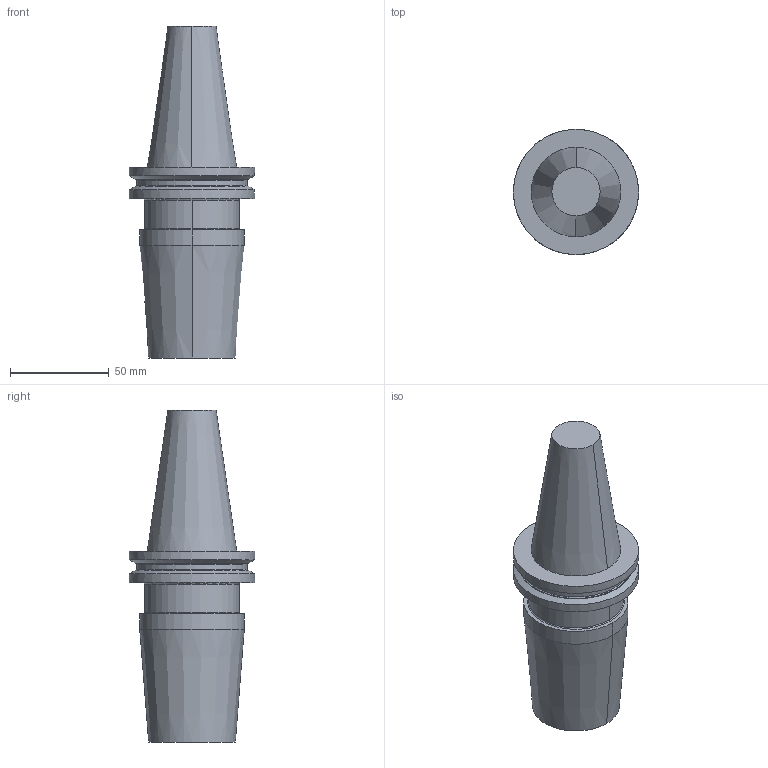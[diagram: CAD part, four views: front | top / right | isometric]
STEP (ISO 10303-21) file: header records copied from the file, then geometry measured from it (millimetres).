
FILE_DESCRIPTION(/* description */ (''),/* implementation_level */ '2;1');
FILE_NAME(/* name */ '69871.40ADB-SC.25.100.stp',/* time_stamp */ '2024-06-28T08:56:47+02:00',/* author */ (''),/* organization */ (''),/* preprocessor_version */ 'ST-DEVELOPER v16.7',/* originating_system */ 'SIEMENS PLM Software NX 12.0',/* authorisation */ '');
FILE_SCHEMA (('AUTOMOTIVE_DESIGN { 1 0 10303 214 3 1 1 1 }'));
Length unit declared in the file: millimetre
Products named in the file (1): pf661D7883C3rtb6
Bounding box: 63.55 x 63.55 x 168.4 mm (x, y, z)
Volume: 269576.5 mm3; surface area: 29524.9 mm2
Topology: 1 solids, 1 shells, 25 faces, 52 edges, 34 vertices
Faces by surface type: plane 7, cylinder 7, cone 6, torus 5
Full cylindrical faces by diameter (mm): 56 x1, 63.55 x2
Entity records: 639 total; most frequent: DIRECTION 124, CARTESIAN_POINT 93, ORIENTED_EDGE 74, AXIS2_PLACEMENT_3D 58, EDGE_LOOP 38, EDGE_CURVE 37, CIRCLE 29, VERTEX_POINT 27
